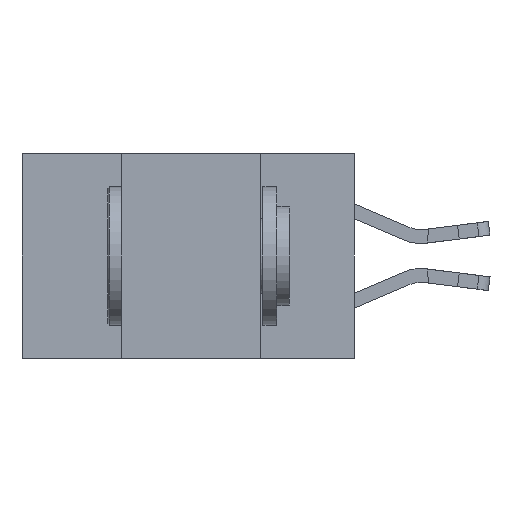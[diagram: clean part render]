
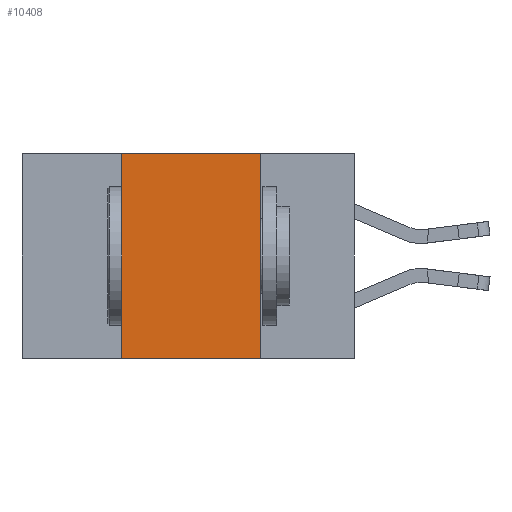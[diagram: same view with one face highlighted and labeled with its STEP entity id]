
A CAD part, left-side view. The second image highlights one B-rep face of the part: STEP entity #10408.
In plain terms, the highlighted planar face has unit normal (-1, 0, 0).
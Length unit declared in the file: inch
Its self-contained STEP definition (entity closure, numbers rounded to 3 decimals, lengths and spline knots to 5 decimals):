
#804 = LINE ( 'NONE', #5734, #4928 ) ;
#871 = CARTESIAN_POINT ( 'NONE',  ( 0., 0.17, -0.37 ) ) ;
#996 = ORIENTED_EDGE ( 'NONE', *, *, #12020, .F. ) ;
#2603 = LINE ( 'NONE', #19431, #10866 ) ;
#4306 = DIRECTION ( 'NONE',  ( 1., 0., 0. ) ) ;
#4928 = VECTOR ( 'NONE', #11880, 39.37008 ) ;
#5065 = CARTESIAN_POINT ( 'NONE',  ( 0., 0.42, 0. ) ) ;
#5149 = ORIENTED_EDGE ( 'NONE', *, *, #13283, .F. ) ;
#5480 = CARTESIAN_POINT ( 'NONE',  ( 0., 0.17, 0. ) ) ;
#5734 = CARTESIAN_POINT ( 'NONE',  ( 0., 0.42, -0.37 ) ) ;
#6010 = DIRECTION ( 'NONE',  ( 0., -1., 0. ) ) ;
#7044 = FACE_OUTER_BOUND ( 'NONE', #17065, .T. ) ;
#8133 = LINE ( 'NONE', #871, #12235 ) ;
#8276 = EDGE_CURVE ( 'NONE', #13568, #13736, #804, .T. ) ;
#8897 = ORIENTED_EDGE ( 'NONE', *, *, #10346, .T. ) ;
#9190 = CARTESIAN_POINT ( 'NONE',  ( 0., 0.6, 0. ) ) ;
#9221 = ORIENTED_EDGE ( 'NONE', *, *, #8276, .F. ) ;
#10266 = DIRECTION ( 'NONE',  ( 0., -1., 0. ) ) ;
#10346 = EDGE_CURVE ( 'NONE', #13568, #17296, #12605, .T. ) ;
#10408 = ADVANCED_FACE ( 'NONE', ( #7044 ), #18419, .F. ) ;
#10756 = AXIS2_PLACEMENT_3D ( 'NONE', #9190, #4306, #10817 ) ;
#10817 = DIRECTION ( 'NONE',  ( 0., 0., -1. ) ) ;
#10866 = VECTOR ( 'NONE', #10266, 39.37008 ) ;
#11584 = DIRECTION ( 'NONE',  ( 0., 0., -1. ) ) ;
#11880 = DIRECTION ( 'NONE',  ( 0., 0., 1. ) ) ;
#12020 = EDGE_CURVE ( 'NONE', #13736, #15778, #2603, .T. ) ;
#12148 = CARTESIAN_POINT ( 'NONE',  ( 0., 0.6, -0.37 ) ) ;
#12235 = VECTOR ( 'NONE', #11584, 39.37008 ) ;
#12605 = LINE ( 'NONE', #12148, #16192 ) ;
#13283 = EDGE_CURVE ( 'NONE', #15778, #17296, #8133, .T. ) ;
#13568 = VERTEX_POINT ( 'NONE', #16974 ) ;
#13718 = CARTESIAN_POINT ( 'NONE',  ( 0., 0.17, -0.37 ) ) ;
#13736 = VERTEX_POINT ( 'NONE', #5065 ) ;
#15778 = VERTEX_POINT ( 'NONE', #5480 ) ;
#16192 = VECTOR ( 'NONE', #6010, 39.37008 ) ;
#16974 = CARTESIAN_POINT ( 'NONE',  ( 0., 0.42, -0.37 ) ) ;
#17065 = EDGE_LOOP ( 'NONE', ( #5149, #996, #9221, #8897 ) ) ;
#17296 = VERTEX_POINT ( 'NONE', #13718 ) ;
#18419 = PLANE ( 'NONE',  #10756 ) ;
#19431 = CARTESIAN_POINT ( 'NONE',  ( 0., 0.6, 0. ) ) ;
